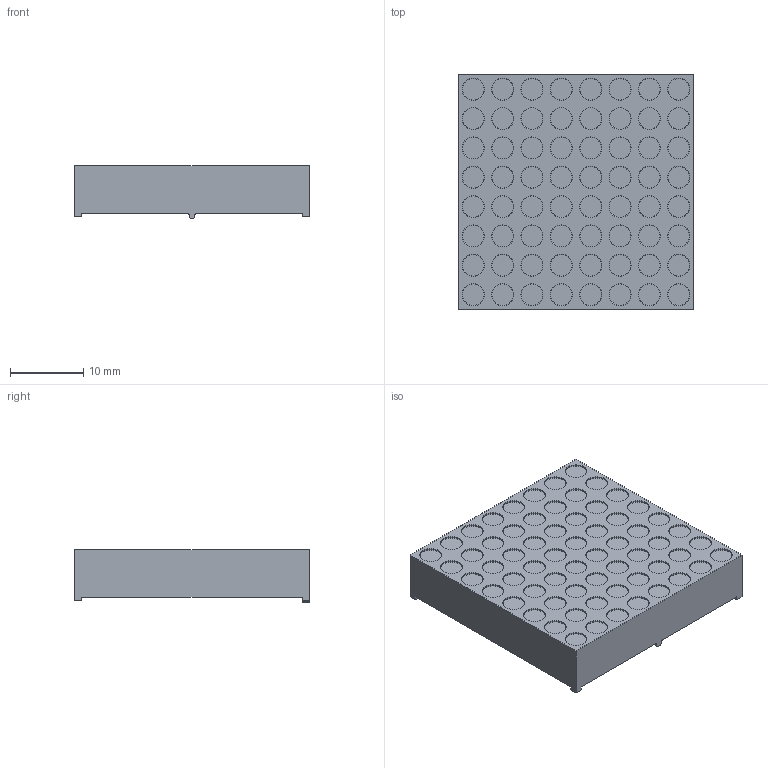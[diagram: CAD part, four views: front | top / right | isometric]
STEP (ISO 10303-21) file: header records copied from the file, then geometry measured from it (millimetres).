
FILE_DESCRIPTION(/* description */ (''),/* implementation_level */ '2;1');
FILE_NAME(/* name */ '1088ASBS.step',/* time_stamp */ '2024-03-11T20:36:44+01:00',/* author */ (''),/* organization */ (''),/* preprocessor_version */ 'ST-DEVELOPER v20',/* originating_system */ 'Autodesk Translation Framework v12.20.1.177',/* authorisation */ '');
FILE_SCHEMA (('AUTOMOTIVE_DESIGN { 1 0 10303 214 3 1 1 }'));
Length unit declared in the file: millimetre
Products named in the file (1): 1088ASBS
Bounding box: 32 x 32 x 7.2 mm (x, y, z)
Volume: 6118.2 mm3; surface area: 3062.8 mm2
Topology: 1 solids, 1 shells, 223 faces, 462 edges, 305 vertices
Faces by surface type: plane 92, cylinder 67, torus 64
Full cylindrical faces by diameter (mm): 3 x64
Entity records: 6123 total; most frequent: DIRECTION 1236, CARTESIAN_POINT 991, ORIENTED_EDGE 924, AXIS2_PLACEMENT_3D 550, EDGE_CURVE 462, CIRCLE 326, VERTEX_POINT 305, EDGE_LOOP 287
